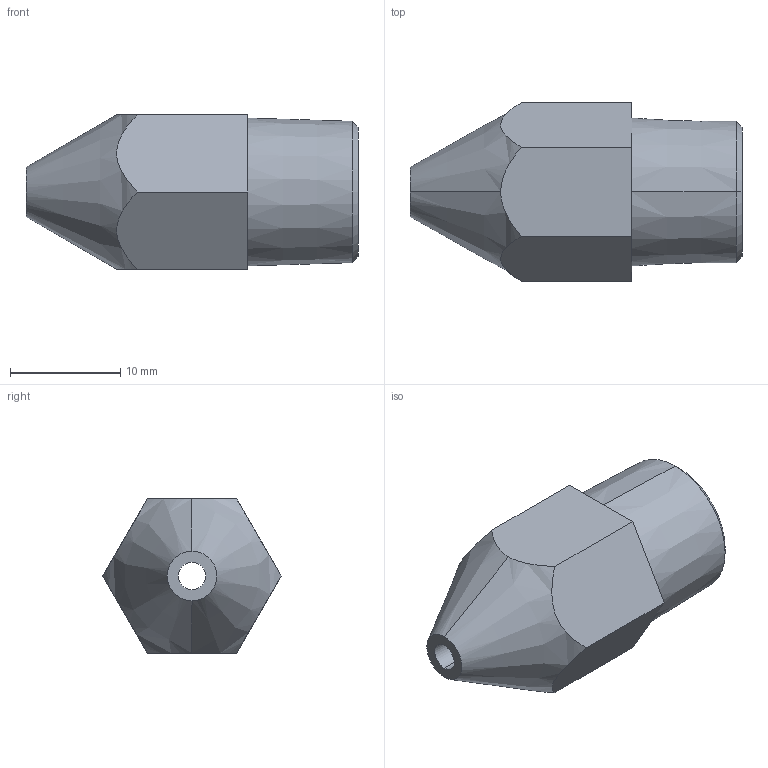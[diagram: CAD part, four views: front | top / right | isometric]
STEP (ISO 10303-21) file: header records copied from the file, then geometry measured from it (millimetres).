
FILE_DESCRIPTION (( 'STEP AP214' ), '1' );
FILE_NAME ('KN-R02-250.step.step', '2012-01-26T18:57:13', ( 'sysAdmin' ), ( 'SolidWorks' ), 'SwSTEP 2.0', 'SolidWorks 2012', '' );
FILE_SCHEMA (( 'AUTOMOTIVE_DESIGN' ));
Length unit declared in the file: millimetre
Products named in the file (2): KN-R02-250.step; KN-R02-250.step_KNR_02-250
Assembly tree (1 placements, depth 2):
  KN-R02-250.step
    KN-R02-250.step_KNR_02-250
Bounding box: 30.1 x 16.17 x 14 mm (x, y, z)
Volume: 2432.2 mm3; surface area: 2106.5 mm2
Topology: 1 solids, 1 shells, 21 faces, 48 edges, 30 vertices
Faces by surface type: plane 9, cone 8, cylinder 4
Entity records: 760 total; most frequent: CARTESIAN_POINT 219, DIRECTION 106, ORIENTED_EDGE 96, EDGE_CURVE 48, AXIS2_PLACEMENT_3D 41, VERTEX_POINT 30, LINE 24, EDGE_LOOP 24
